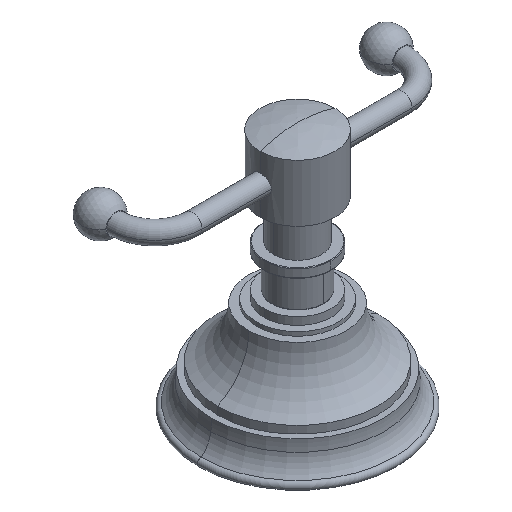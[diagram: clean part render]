
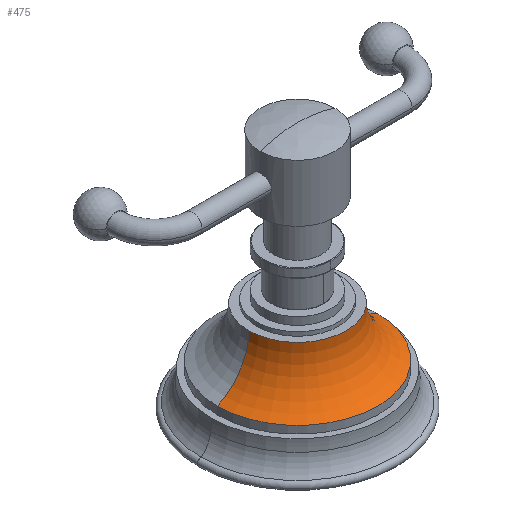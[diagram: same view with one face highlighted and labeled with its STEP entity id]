
A CAD part, isometric view. The second image highlights one B-rep face of the part: STEP entity #475.
In plain terms, the highlighted toroidal (fillet/blend) face has major radius 34.439 mm and minor radius 18.247 mm.
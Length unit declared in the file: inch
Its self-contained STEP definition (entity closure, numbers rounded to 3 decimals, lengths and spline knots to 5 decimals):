
#247=CARTESIAN_POINT('',(0.,0.,0.575));
#248=DIRECTION('',(0.,0.,-1.));
#249=DIRECTION('',(1.,0.,0.));
#250=AXIS2_PLACEMENT_3D('',#247,#248,#249);
#285=CARTESIAN_POINT('',(1.35587,0.,1.225));
#286=DIRECTION('',(0.,-1.,0.));
#287=DIRECTION('',(-1.,0.,0.));
#288=AXIS2_PLACEMENT_3D('',#285,#286,#287);
#290=CARTESIAN_POINT('',(-1.35587,0.,1.225));
#291=DIRECTION('',(0.,1.,0.));
#292=DIRECTION('',(1.,0.,0.));
#293=AXIS2_PLACEMENT_3D('',#290,#291,#292);
#295=CARTESIAN_POINT('',(0.,0.,1.225));
#296=DIRECTION('',(0.,0.,-1.));
#297=DIRECTION('',(1.,0.,0.));
#298=AXIS2_PLACEMENT_3D('',#295,#296,#297);
#304=CARTESIAN_POINT('',(1.05,0.,0.575));
#306=VERTEX_POINT('',#304);
#312=CARTESIAN_POINT('',(-1.05,0.,0.575));
#314=VERTEX_POINT('',#312);
#320=CARTESIAN_POINT('',(0.6375,0.,1.225));
#321=VERTEX_POINT('',#320);
#326=CARTESIAN_POINT('',(-0.6375,0.,1.225));
#327=VERTEX_POINT('',#326);
#464=CARTESIAN_POINT('',(0.,0.,1.225));
#465=DIRECTION('',(0.,0.,1.));
#466=DIRECTION('',(-1.,0.,0.));
#467=AXIS2_PLACEMENT_3D('',#464,#465,#466);
#468=TOROIDAL_SURFACE('',#467,1.35587,0.71837);
#469=ORIENTED_EDGE('',*,*,#442,.T.);
#470=ORIENTED_EDGE('',*,*,#405,.T.);
#471=ORIENTED_EDGE('',*,*,#445,.F.);
#472=ORIENTED_EDGE('',*,*,#432,.F.);
#473=EDGE_LOOP('',(#469,#470,#471,#472));
#474=FACE_OUTER_BOUND('',#473,.F.);
#475=ADVANCED_FACE('',(#474),#468,.F.);
#251=CIRCLE('',#250,1.05);
#289=CIRCLE('',#288,0.71837);
#294=CIRCLE('',#293,0.71837);
#299=CIRCLE('',#298,0.6375);
#405=EDGE_CURVE('',#306,#314,#251,.T.);
#432=EDGE_CURVE('',#321,#327,#299,.T.);
#442=EDGE_CURVE('',#321,#306,#289,.T.);
#445=EDGE_CURVE('',#327,#314,#294,.T.);
